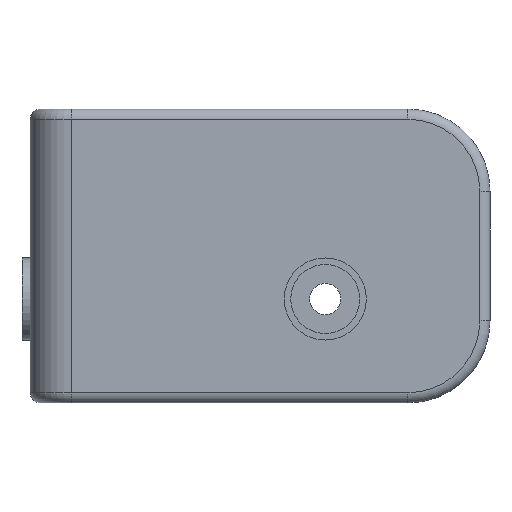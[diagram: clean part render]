
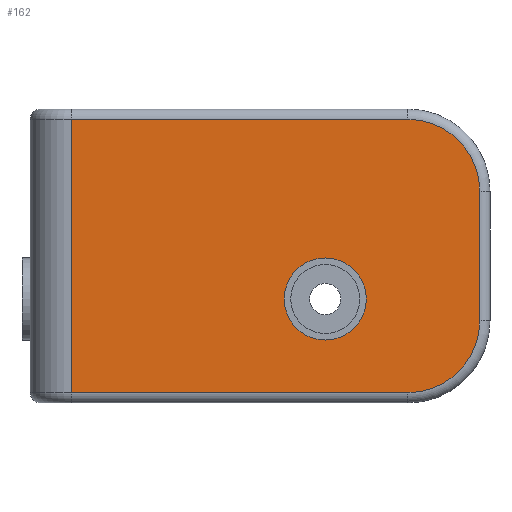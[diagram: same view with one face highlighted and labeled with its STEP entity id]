
A CAD part, left-side view. The second image highlights one B-rep face of the part: STEP entity #162.
In plain terms, the highlighted planar face has unit normal (-1, 0, 0).
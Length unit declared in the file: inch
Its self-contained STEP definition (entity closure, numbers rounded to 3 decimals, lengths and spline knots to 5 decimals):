
#66=CARTESIAN_POINT('',(2.3,-1.10908,0.63306));
#67=VERTEX_POINT('',#66);
#74=CARTESIAN_POINT('',(2.3,-1.35908,0.63306));
#75=DIRECTION('',(1.,0.,0.));
#76=DIRECTION('',(0.,1.,0.));
#77=AXIS2_PLACEMENT_3D('',#74,#75,#76);
#78=CIRCLE('',#77,0.25);
#79=EDGE_CURVE('',#67,#67,#78,.T.);
#102=CARTESIAN_POINT('',(2.3,0.1875,0.0625));
#103=VERTEX_POINT('',#102);
#104=CARTESIAN_POINT('',(2.3,0.1875,1.7275));
#105=VERTEX_POINT('',#104);
#106=CARTESIAN_POINT('',(2.3,0.1875,0.));
#107=DIRECTION('',(0.,0.,1.));
#108=VECTOR('',#107,1.);
#109=LINE('',#106,#108);
#110=EDGE_CURVE('',#103,#105,#109,.T.);
#111=ORIENTED_EDGE('',*,*,#110,.F.);
#112=CARTESIAN_POINT('',(2.3,-1.8625,0.0625));
#113=VERTEX_POINT('',#112);
#114=CARTESIAN_POINT('',(2.3,-0.325,0.0625));
#115=DIRECTION('',(0.,1.,0.));
#116=VECTOR('',#115,1.);
#117=LINE('',#114,#116);
#118=EDGE_CURVE('',#113,#103,#117,.T.);
#119=ORIENTED_EDGE('',*,*,#118,.F.);
#120=CARTESIAN_POINT('',(2.3,-2.3,0.5));
#121=VERTEX_POINT('',#120);
#122=CARTESIAN_POINT('',(2.3,-1.8625,0.5));
#123=DIRECTION('',(1.,0.,0.));
#124=DIRECTION('',(0.,-0.707,-0.707));
#125=AXIS2_PLACEMENT_3D('',#122,#123,#124);
#126=CIRCLE('',#125,0.4375);
#127=EDGE_CURVE('',#121,#113,#126,.T.);
#128=ORIENTED_EDGE('',*,*,#127,.F.);
#129=CARTESIAN_POINT('',(2.3,-2.3,1.29));
#130=VERTEX_POINT('',#129);
#131=CARTESIAN_POINT('',(2.3,-2.3,0.));
#132=DIRECTION('',(0.,0.,-1.));
#133=VECTOR('',#132,1.);
#134=LINE('',#131,#133);
#135=EDGE_CURVE('',#130,#121,#134,.T.);
#136=ORIENTED_EDGE('',*,*,#135,.F.);
#137=CARTESIAN_POINT('',(2.3,-1.8625,1.7275));
#138=VERTEX_POINT('',#137);
#139=CARTESIAN_POINT('',(2.3,-1.8625,1.29));
#140=DIRECTION('',(1.,0.,0.));
#141=DIRECTION('',(0.,-0.707,0.707));
#142=AXIS2_PLACEMENT_3D('',#139,#140,#141);
#143=CIRCLE('',#142,0.4375);
#144=EDGE_CURVE('',#138,#130,#143,.T.);
#145=ORIENTED_EDGE('',*,*,#144,.F.);
#146=CARTESIAN_POINT('',(2.3,-0.325,1.7275));
#147=DIRECTION('',(0.,-1.,0.));
#148=VECTOR('',#147,1.);
#149=LINE('',#146,#148);
#150=EDGE_CURVE('',#105,#138,#149,.T.);
#151=ORIENTED_EDGE('',*,*,#150,.F.);
#152=EDGE_LOOP('',(#111,#119,#128,#136,#145,#151));
#153=FACE_OUTER_BOUND('',#152,.T.);
#154=ORIENTED_EDGE('',*,*,#79,.T.);
#155=EDGE_LOOP('',(#154));
#156=FACE_BOUND('',#155,.T.);
#157=CARTESIAN_POINT('',(2.3,-1.0875,0.));
#158=DIRECTION('',(-1.,0.,0.));
#159=DIRECTION('',(0.,-1.,0.));
#160=AXIS2_PLACEMENT_3D('',#157,#158,#159);
#161=PLANE('',#160);
#162=ADVANCED_FACE('',(#153,#156),#161,.T.);
